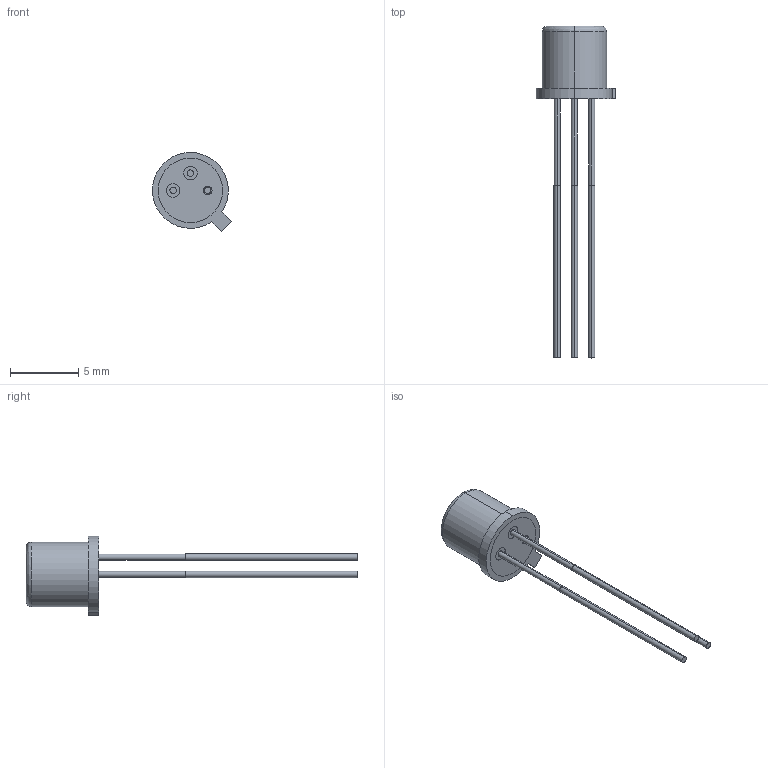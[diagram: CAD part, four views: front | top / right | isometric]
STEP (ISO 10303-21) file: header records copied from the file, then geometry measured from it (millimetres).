
FILE_DESCRIPTION (( 'STEP AP214' ), '1' );
FILE_NAME ('2N2222A.STEP', '2022-02-01T01:55:23', ( '' ), ( '' ), 'SwSTEP 2.0', 'SolidWorks 2017', '' );
FILE_SCHEMA (( 'AUTOMOTIVE_DESIGN' ));
Length unit declared in the file: inch
Products named in the file (1): 2N2222A
Bounding box: 5.81 x 24.38 x 5.81 mm (x, y, z)
Volume: 109 mm3; surface area: 260.3 mm2
Topology: 5 solids, 5 shells, 52 faces, 100 edges, 66 vertices
Faces by surface type: cylinder 29, plane 21, bspline 2
Entity records: 1458 total; most frequent: DIRECTION 260, CARTESIAN_POINT 255, ORIENTED_EDGE 200, AXIS2_PLACEMENT_3D 111, EDGE_CURVE 100, VERTEX_POINT 66, EDGE_LOOP 62, CIRCLE 60
